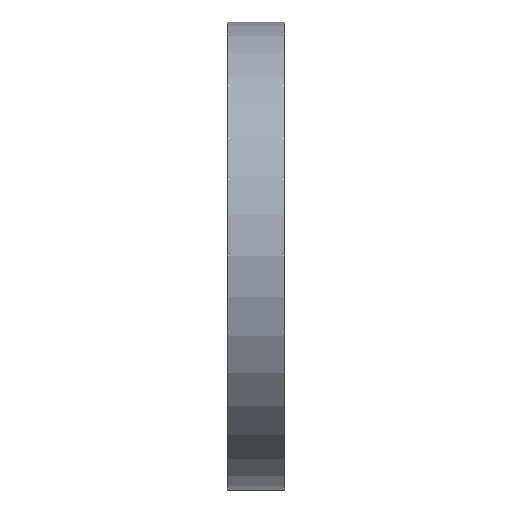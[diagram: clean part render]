
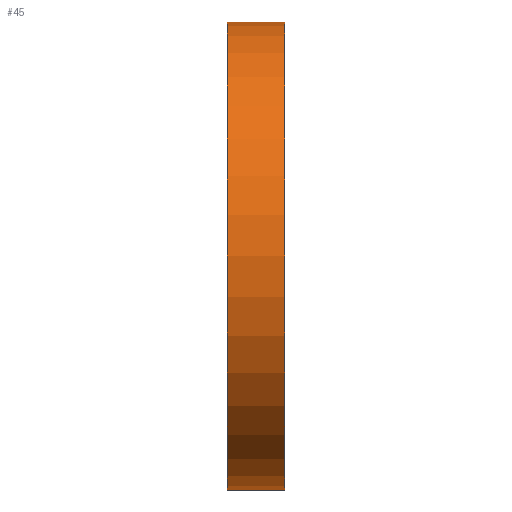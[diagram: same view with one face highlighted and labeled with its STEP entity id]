
A CAD part, left-side view. The second image highlights one B-rep face of the part: STEP entity #45.
In plain terms, the highlighted cylindrical face has radius 45 mm (diameter 90 mm), a partial arc.
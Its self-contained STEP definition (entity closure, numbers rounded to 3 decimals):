
#45 = ADVANCED_FACE ( 'NONE', ( #2523 ), #2054, .T. ) ;
#86 = VECTOR ( 'NONE', #4743, 1000. ) ;
#147 = ORIENTED_EDGE ( 'NONE', *, *, #4236, .T. ) ;
#507 = CARTESIAN_POINT ( 'NONE',  ( 0., 11., 0. ) ) ;
#690 = VERTEX_POINT ( 'NONE', #4830 ) ;
#1248 = ORIENTED_EDGE ( 'NONE', *, *, #5908, .F. ) ;
#1259 = AXIS2_PLACEMENT_3D ( 'NONE', #2205, #5474, #5536 ) ;
#1401 = VERTEX_POINT ( 'NONE', #4247 ) ;
#1540 = DIRECTION ( 'NONE',  ( 0., 0., 1. ) ) ;
#1592 = AXIS2_PLACEMENT_3D ( 'NONE', #3960, #1732, #2666 ) ;
#1732 = DIRECTION ( 'NONE',  ( 0., -1., 0. ) ) ;
#1739 = EDGE_CURVE ( 'NONE', #2032, #3685, #5687, .T. ) ;
#2032 = VERTEX_POINT ( 'NONE', #3906 ) ;
#2054 = CYLINDRICAL_SURFACE ( 'NONE', #1592, 45. ) ;
#2205 = CARTESIAN_POINT ( 'NONE',  ( 0., 0., 0. ) ) ;
#2261 = CIRCLE ( 'NONE', #5784, 45. ) ;
#2523 = FACE_OUTER_BOUND ( 'NONE', #3219, .T. ) ;
#2545 = CARTESIAN_POINT ( 'NONE',  ( 0., 0., 45. ) ) ;
#2656 = ORIENTED_EDGE ( 'NONE', *, *, #5334, .T. ) ;
#2666 = DIRECTION ( 'NONE',  ( 0., 0., -1. ) ) ;
#2698 = VECTOR ( 'NONE', #6158, 1000. ) ;
#2748 = LINE ( 'NONE', #4267, #86 ) ;
#3219 = EDGE_LOOP ( 'NONE', ( #5892, #1248, #147, #2656 ) ) ;
#3685 = VERTEX_POINT ( 'NONE', #2545 ) ;
#3762 = CIRCLE ( 'NONE', #1259, 45. ) ;
#3833 = DIRECTION ( 'NONE',  ( 0., 1., 0. ) ) ;
#3906 = CARTESIAN_POINT ( 'NONE',  ( 0., 11., 45. ) ) ;
#3960 = CARTESIAN_POINT ( 'NONE',  ( 0., 11., 0. ) ) ;
#4205 = CARTESIAN_POINT ( 'NONE',  ( 0., 11., 45. ) ) ;
#4236 = EDGE_CURVE ( 'NONE', #1401, #690, #2748, .T. ) ;
#4247 = CARTESIAN_POINT ( 'NONE',  ( 0., 11., -45. ) ) ;
#4267 = CARTESIAN_POINT ( 'NONE',  ( 0., 11., -45. ) ) ;
#4743 = DIRECTION ( 'NONE',  ( 0., -1., 0. ) ) ;
#4830 = CARTESIAN_POINT ( 'NONE',  ( 0., 0., -45. ) ) ;
#5334 = EDGE_CURVE ( 'NONE', #690, #3685, #3762, .T. ) ;
#5474 = DIRECTION ( 'NONE',  ( 0., 1., 0. ) ) ;
#5536 = DIRECTION ( 'NONE',  ( 0., 0., 1. ) ) ;
#5687 = LINE ( 'NONE', #4205, #2698 ) ;
#5784 = AXIS2_PLACEMENT_3D ( 'NONE', #507, #3833, #1540 ) ;
#5892 = ORIENTED_EDGE ( 'NONE', *, *, #1739, .F. ) ;
#5908 = EDGE_CURVE ( 'NONE', #1401, #2032, #2261, .T. ) ;
#6158 = DIRECTION ( 'NONE',  ( 0., -1., 0. ) ) ;
